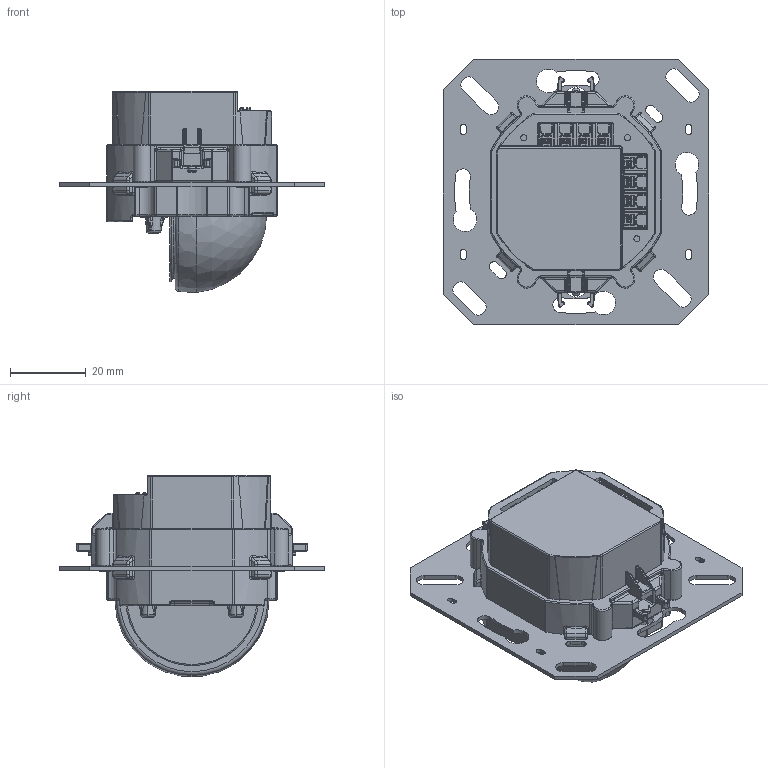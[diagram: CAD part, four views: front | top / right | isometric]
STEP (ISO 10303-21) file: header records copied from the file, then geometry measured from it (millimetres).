
FILE_DESCRIPTION((''),'2;1');
FILE_NAME('');
FILE_SCHEMA(('AUTOMOTIVE_DESIGN { 1 0 10303 214 1 1 1 1 }'));
Products named in the file (1): EP10427305
Bounding box: 70 x 70 x 53.1 mm (x, y, z)
Volume: 69290.5 mm3; surface area: 23637.4 mm2
Topology: 16 solids, 16 shells, 2491 faces, 5943 edges, 3293 vertices
Faces by surface type: cylinder 1052, torus 490, plane 468, bspline 277, sphere 169, cone 27, extrusion 8
Entity records: 81986 total; most frequent: CARTESIAN_POINT 30470, ORIENTED_EDGE 11468, DIRECTION 8646, EDGE_CURVE 5734, AXIS2_PLACEMENT_3D 4541, VERTEX_POINT 3293, CIRCLE 2680, EDGE_LOOP 2559
